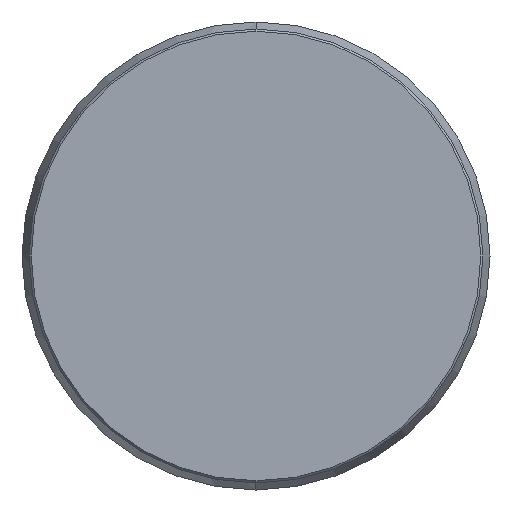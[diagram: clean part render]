
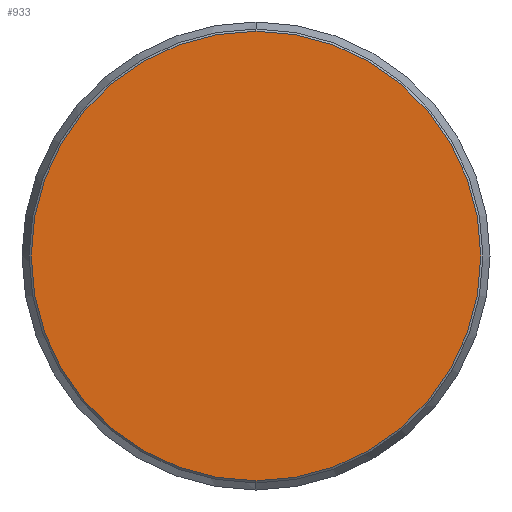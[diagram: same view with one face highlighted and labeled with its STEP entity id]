
A CAD part, left-side view. The second image highlights one B-rep face of the part: STEP entity #933.
In plain terms, the highlighted planar face has unit normal (-1, 0, 0).
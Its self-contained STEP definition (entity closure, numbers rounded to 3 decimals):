
#4 = DIRECTION ( 'NONE',  ( -1., 0., 0. ) ) ;
#40 = EDGE_CURVE ( 'NONE', #757, #155, #814, .T. ) ;
#49 = DIRECTION ( 'NONE',  ( -1., 0., 0. ) ) ;
#121 = CARTESIAN_POINT ( 'NONE',  ( 0., 0., 0. ) ) ;
#155 = VERTEX_POINT ( 'NONE', #297 ) ;
#186 = AXIS2_PLACEMENT_3D ( 'NONE', #901, #548, #389 ) ;
#297 = CARTESIAN_POINT ( 'NONE',  ( 0., 0., 31.7 ) ) ;
#389 = DIRECTION ( 'NONE',  ( 0., 0., -1. ) ) ;
#484 = ORIENTED_EDGE ( 'NONE', *, *, #790, .T. ) ;
#489 = EDGE_LOOP ( 'NONE', ( #821, #484 ) ) ;
#500 = DIRECTION ( 'NONE',  ( 0., 0., 1. ) ) ;
#548 = DIRECTION ( 'NONE',  ( 1., 0., 0. ) ) ;
#592 = CARTESIAN_POINT ( 'NONE',  ( 0., 0., -31.7 ) ) ;
#605 = AXIS2_PLACEMENT_3D ( 'NONE', #121, #49, #500 ) ;
#608 = CARTESIAN_POINT ( 'NONE',  ( 0., 0., 0. ) ) ;
#609 = DIRECTION ( 'NONE',  ( 0., 0., 1. ) ) ;
#696 = FACE_OUTER_BOUND ( 'NONE', #489, .T. ) ;
#757 = VERTEX_POINT ( 'NONE', #592 ) ;
#790 = EDGE_CURVE ( 'NONE', #155, #757, #836, .T. ) ;
#814 = CIRCLE ( 'NONE', #605, 31.7 ) ;
#821 = ORIENTED_EDGE ( 'NONE', *, *, #40, .T. ) ;
#836 = CIRCLE ( 'NONE', #848, 31.7 ) ;
#848 = AXIS2_PLACEMENT_3D ( 'NONE', #608, #4, #609 ) ;
#899 = PLANE ( 'NONE',  #186 ) ;
#901 = CARTESIAN_POINT ( 'NONE',  ( 0., 0., 0. ) ) ;
#933 = ADVANCED_FACE ( 'NONE', ( #696 ), #899, .F. ) ;
